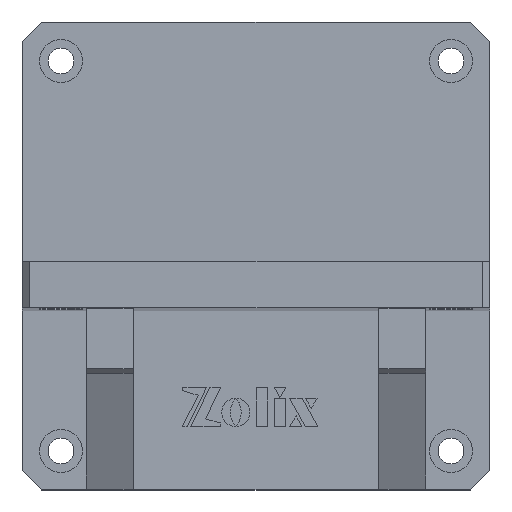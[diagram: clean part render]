
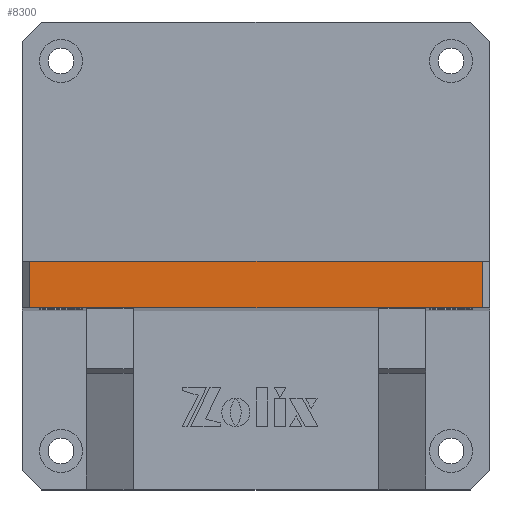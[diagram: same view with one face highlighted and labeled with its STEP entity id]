
A CAD part, top view. The second image highlights one B-rep face of the part: STEP entity #8300.
In plain terms, the highlighted planar face has unit normal (0, 0, 1).
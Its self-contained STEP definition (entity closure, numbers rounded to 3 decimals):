
#323 = DIRECTION ( 'NONE',  ( -1., 0., 0. ) ) ;
#670 = VERTEX_POINT ( 'NONE', #1125 ) ;
#1125 = CARTESIAN_POINT ( 'NONE',  ( -58., -12., 274.703 ) ) ;
#1554 = DIRECTION ( 'NONE',  ( 0., 1., 0. ) ) ;
#1757 = EDGE_CURVE ( 'NONE', #4905, #670, #2102, .T. ) ;
#2102 = LINE ( 'NONE', #5435, #11069 ) ;
#2346 = VECTOR ( 'NONE', #1554, 1000. ) ;
#3728 = CARTESIAN_POINT ( 'NONE',  ( -60., -12., 274.703 ) ) ;
#4291 = LINE ( 'NONE', #5541, #13230 ) ;
#4724 = CARTESIAN_POINT ( 'NONE',  ( 58., -12., 274.703 ) ) ;
#4803 = EDGE_CURVE ( 'NONE', #10618, #10683, #11307, .T. ) ;
#4905 = VERTEX_POINT ( 'NONE', #11664 ) ;
#5065 = CARTESIAN_POINT ( 'NONE',  ( 58., 0., 274.703 ) ) ;
#5435 = CARTESIAN_POINT ( 'NONE',  ( -58., -12., 274.703 ) ) ;
#5541 = CARTESIAN_POINT ( 'NONE',  ( -60., 0., 274.703 ) ) ;
#5786 = ORIENTED_EDGE ( 'NONE', *, *, #10976, .T. ) ;
#6377 = ORIENTED_EDGE ( 'NONE', *, *, #4803, .T. ) ;
#6600 = FACE_OUTER_BOUND ( 'NONE', #9042, .T. ) ;
#6720 = DIRECTION ( 'NONE',  ( 0., 1., 0. ) ) ;
#7868 = EDGE_CURVE ( 'NONE', #10618, #670, #13655, .T. ) ;
#8265 = AXIS2_PLACEMENT_3D ( 'NONE', #13390, #13440, #6720 ) ;
#8300 = ADVANCED_FACE ( 'NONE', ( #6600 ), #9032, .F. ) ;
#8455 = ORIENTED_EDGE ( 'NONE', *, *, #1757, .T. ) ;
#9032 = PLANE ( 'NONE',  #8265 ) ;
#9042 = EDGE_LOOP ( 'NONE', ( #5786, #8455, #13362, #6377 ) ) ;
#9993 = DIRECTION ( 'NONE',  ( -1., 0., 0. ) ) ;
#10349 = CARTESIAN_POINT ( 'NONE',  ( 58., -12., 274.703 ) ) ;
#10618 = VERTEX_POINT ( 'NONE', #4724 ) ;
#10683 = VERTEX_POINT ( 'NONE', #5065 ) ;
#10976 = EDGE_CURVE ( 'NONE', #10683, #4905, #4291, .T. ) ;
#11026 = DIRECTION ( 'NONE',  ( 0., -1., 0. ) ) ;
#11069 = VECTOR ( 'NONE', #11026, 1000. ) ;
#11307 = LINE ( 'NONE', #10349, #2346 ) ;
#11664 = CARTESIAN_POINT ( 'NONE',  ( -58., 0., 274.703 ) ) ;
#12957 = VECTOR ( 'NONE', #323, 1000. ) ;
#13230 = VECTOR ( 'NONE', #9993, 1000. ) ;
#13362 = ORIENTED_EDGE ( 'NONE', *, *, #7868, .F. ) ;
#13390 = CARTESIAN_POINT ( 'NONE',  ( -60., -12., 274.703 ) ) ;
#13440 = DIRECTION ( 'NONE',  ( 0., 0., -1. ) ) ;
#13655 = LINE ( 'NONE', #3728, #12957 ) ;
